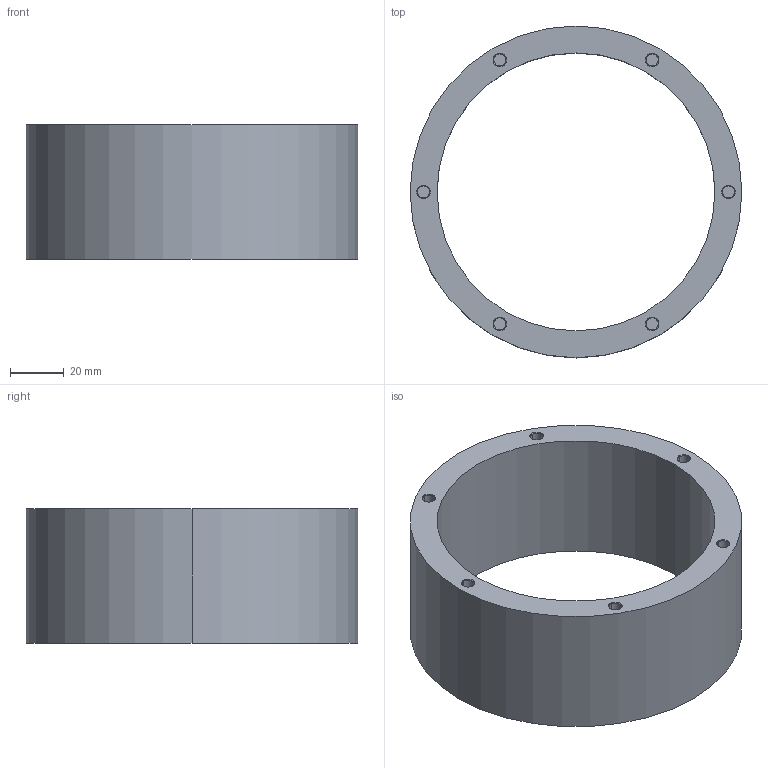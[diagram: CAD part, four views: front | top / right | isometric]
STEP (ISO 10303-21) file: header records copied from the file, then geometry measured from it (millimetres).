
FILE_DESCRIPTION(/* description */ ('VariCAD 2019-2.01 AP-214'),/* implementation_level */ '2;1');
FILE_NAME(/* name */ 'body.stp',/* time_stamp */ '2019-04-09T22:01:29-05:00',/* author */ (''),/* organization */ (''),/* preprocessor_version */ 'VariCAD 2019-2.01',/* originating_system */ 'VariCAD 2019-2.01; kernel version (20180118)',/* authorisation */ '');
FILE_SCHEMA(('AUTOMOTIVE_DESIGN'));
Length unit declared in the file: millimetre
Products named in the file (2): body
Assembly tree (1 placements, depth 2):
  body
    (unnamed)
Bounding box: 123 x 123 x 50 mm (x, y, z)
Volume: 175619.9 mm3; surface area: 44255.4 mm2
Topology: 1 solids, 1 shells, 90 faces, 180 edges, 104 vertices
Faces by surface type: cylinder 52, cone 24, plane 14
Entity records: 2382 total; most frequent: DIRECTION 472, CARTESIAN_POINT 378, ORIENTED_EDGE 360, AXIS2_PLACEMENT_3D 198, EDGE_CURVE 180, EDGE_LOOP 104, CIRCLE 104, VERTEX_POINT 104
